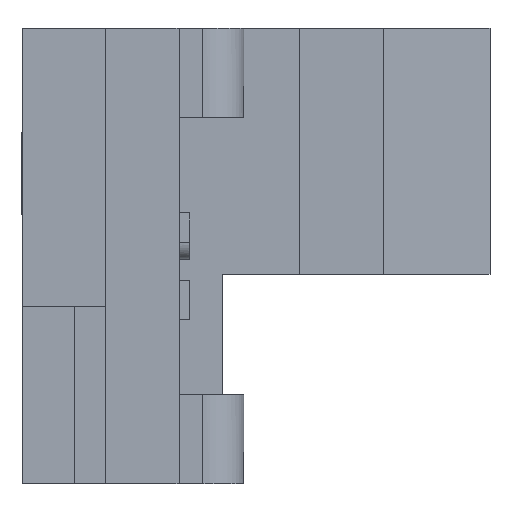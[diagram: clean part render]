
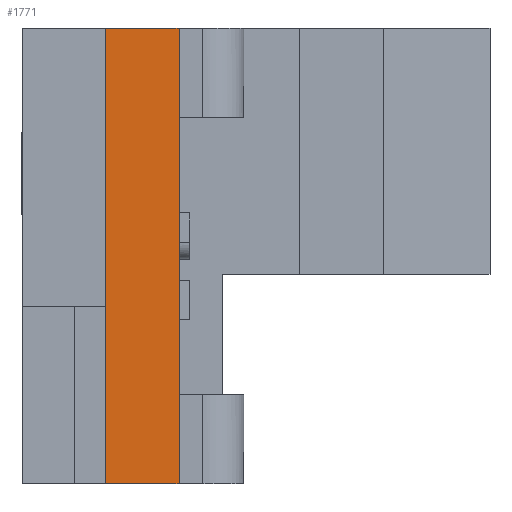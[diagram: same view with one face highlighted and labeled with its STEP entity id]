
A CAD part, left-side view. The second image highlights one B-rep face of the part: STEP entity #1771.
In plain terms, the highlighted free-form (B-spline) face has degree [1, 1] with [2, 2] control points.
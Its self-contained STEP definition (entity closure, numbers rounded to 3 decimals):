
#1703=CARTESIAN_POINT('V54',(0.,-2.4,
   14.8));
#1704=VERTEX_POINT('V54',#1703);
#1710=CARTESIAN_POINT('V76',(0.,-2.4,0.0));
#1711=VERTEX_POINT('V76',#1710);
#1712=CARTESIAN_POINT('E101',(0.,-2.4,
   14.8));
#1713=CARTESIAN_POINT('E101',(0.,-2.4,0.0)
   );
#1714=B_SPLINE_CURVE_WITH_KNOTS('E101',1,(#1712,#1713),
   .POLYLINE_FORM.,.F.,.U.,(2,2),(0.0,6.167),
   .UNSPECIFIED.);
#1715=EDGE_CURVE('E101',#1704,#1711,#1714,.T.);
#1744=CARTESIAN_POINT('F25',(0.0,0.0,0.0));
#1745=CARTESIAN_POINT('F25',(0.,-2.4,0.0));
#1746=CARTESIAN_POINT('F25',(0.0,0.0,14.8));
#1747=CARTESIAN_POINT('F25',(0.,-2.4,
   14.8));
#1748=B_SPLINE_SURFACE_WITH_KNOTS('F25',1,1,((#1744,#1746),(#1745,
   #1747)),.PLANE_SURF.,.F.,.F.,.U.,(2,2),(2,2),(0.0,1.0),(0.0,
   6.167),.UNSPECIFIED.);
#1749=CARTESIAN_POINT('V2',(0.0,0.0,0.0));
#1750=VERTEX_POINT('V2',#1749);
#1751=CARTESIAN_POINT('E100',(0.0,0.0,0.0));
#1752=CARTESIAN_POINT('E100',(0.,-2.4,0.0)
   );
#1753=QUASI_UNIFORM_CURVE('E100',1,(#1751,#1752),.POLYLINE_FORM.,.F.,
   .U.);
#1754=EDGE_CURVE('E100',#1750,#1711,#1753,.T.);
#1755=ORIENTED_EDGE('E100',*,*,#1754,.T.);
#1756=ORIENTED_EDGE('E101',*,*,#1715,.F.);
#1757=CARTESIAN_POINT('V3',(0.0,0.0,14.8));
#1758=VERTEX_POINT('V3',#1757);
#1759=CARTESIAN_POINT('E69',(0.,-2.4,
   14.8));
#1760=CARTESIAN_POINT('E69',(0.0,0.0,14.8));
#1761=QUASI_UNIFORM_CURVE('E69',1,(#1759,#1760),.POLYLINE_FORM.,.F.,
   .U.);
#1762=EDGE_CURVE('E69',#1704,#1758,#1761,.T.);
#1763=ORIENTED_EDGE('E69',*,*,#1762,.T.);
#1764=CARTESIAN_POINT('E2',(0.0,0.0,0.0));
#1765=CARTESIAN_POINT('E2',(0.0,0.0,14.8));
#1766=B_SPLINE_CURVE_WITH_KNOTS('E2',1,(#1764,#1765),.POLYLINE_FORM.,
   .F.,.U.,(2,2),(0.0,2.643),.UNSPECIFIED.);
#1767=EDGE_CURVE('E2',#1750,#1758,#1766,.T.);
#1768=ORIENTED_EDGE('E2',*,*,#1767,.F.);
#1769=EDGE_LOOP('F25',(#1755,#1756,#1763,#1768));
#1770=FACE_OUTER_BOUND('F25',#1769,.T.);
#1771=ADVANCED_FACE('F25',(#1770),#1748,.T.);
